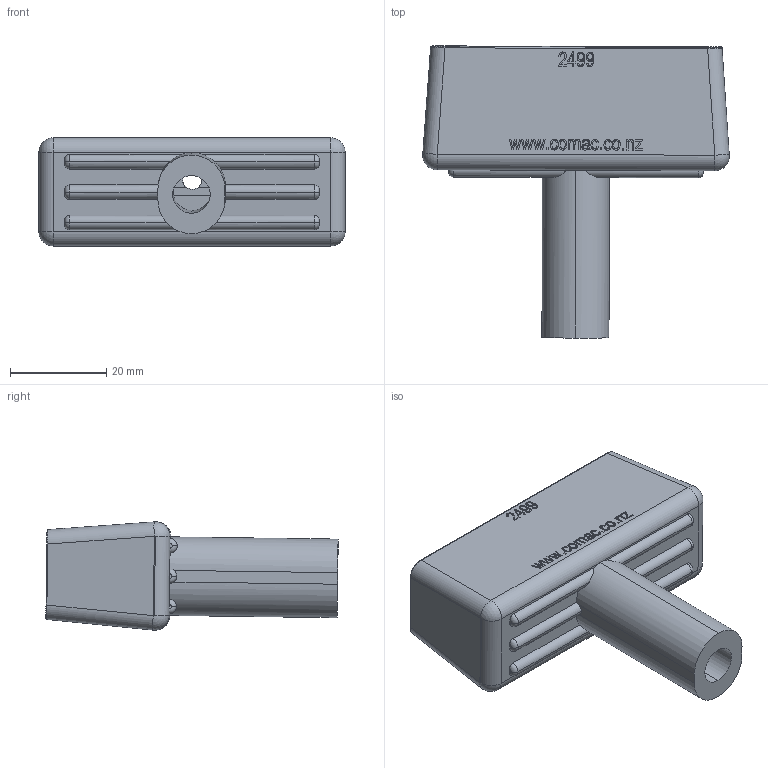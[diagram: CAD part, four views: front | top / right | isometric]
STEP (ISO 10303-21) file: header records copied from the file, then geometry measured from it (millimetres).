
FILE_DESCRIPTION (( 'STEP AP214' ), '1' );
FILE_NAME ('02499-Pull Handle Black 2pce.STEP', '2018-08-01T01:34:20', ( '' ), ( '' ), 'SwSTEP 2.0', 'SolidWorks 2018', '' );
FILE_SCHEMA (( 'AUTOMOTIVE_DESIGN' ));
Length unit declared in the file: millimetre
Products named in the file (3): Part2; Part1; 02499-Pull Handle Black 2pce
Assembly tree (2 placements, depth 2):
  02499-Pull Handle Black 2pce
    Part1
    Part2
Bounding box: 63.56 x 60.61 x 22.45 mm (x, y, z)
Volume: 30168.9 mm3; surface area: 14848.4 mm2
Topology: 2 solids, 2 shells, 642 faces, 1722 edges, 1132 vertices
Faces by surface type: plane 349, bspline 219, cylinder 52, torus 18, sphere 4
Entity records: 32738 total; most frequent: CARTESIAN_POINT 18036, ORIENTED_EDGE 3432, DIRECTION 2260, EDGE_CURVE 1716, VERTEX_POINT 1130, VECTOR 1120, LINE 1120, EDGE_LOOP 700
